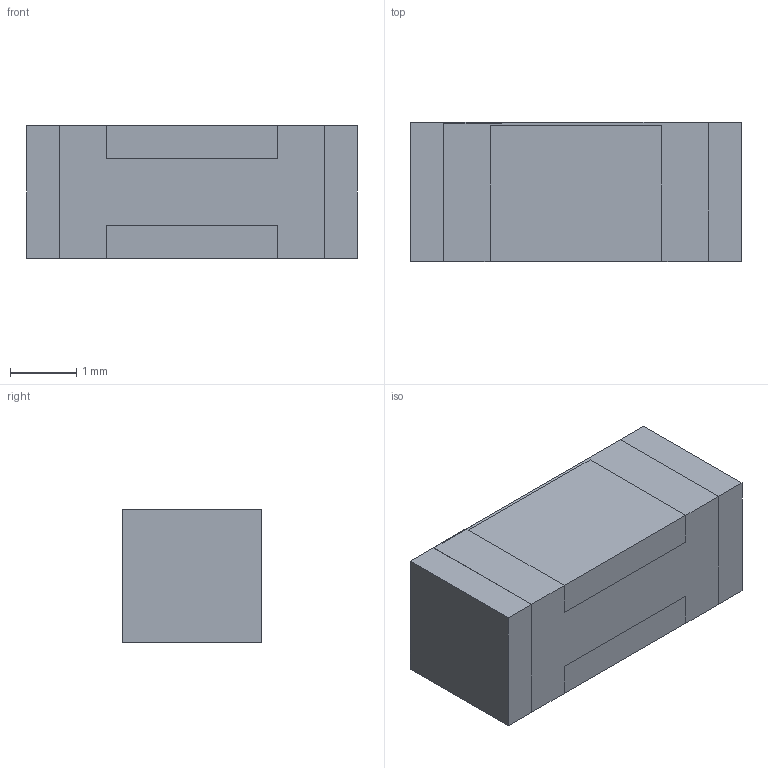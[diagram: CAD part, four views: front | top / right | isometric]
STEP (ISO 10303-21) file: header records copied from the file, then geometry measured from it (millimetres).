
FILE_DESCRIPTION (( 'STEP AP214' ), '1' );
FILE_NAME ('2450AT42B100E.STEP', '2018-08-02T21:29:55', ( '' ), ( '' ), 'SwSTEP 2.0', 'SolidWorks 2017', '' );
FILE_SCHEMA (( 'AUTOMOTIVE_DESIGN' ));
Length unit declared in the file: millimetre
Products named in the file (1): 2450AT42B100E
Bounding box: 5 x 2.1 x 2 mm (x, y, z)
Volume: 21 mm3; surface area: 104.4 mm2
Topology: 6 solids, 6 shells, 46 faces, 102 edges, 68 vertices
Faces by surface type: plane 46
Entity records: 1325 total; most frequent: CARTESIAN_POINT 217, ORIENTED_EDGE 204, DIRECTION 196, EDGE_CURVE 102, VECTOR 102, LINE 102, VERTEX_POINT 68, AXIS2_PLACEMENT_3D 47
